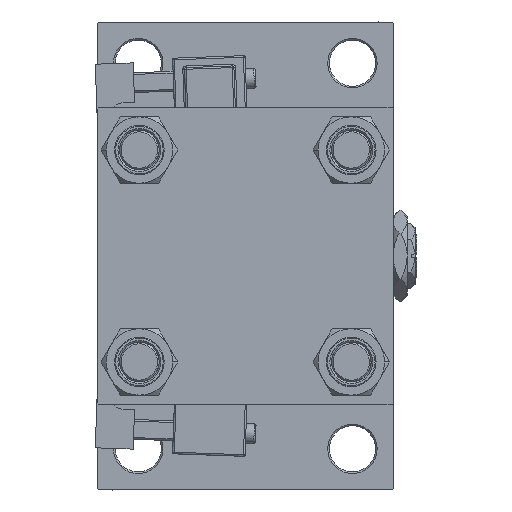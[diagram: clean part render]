
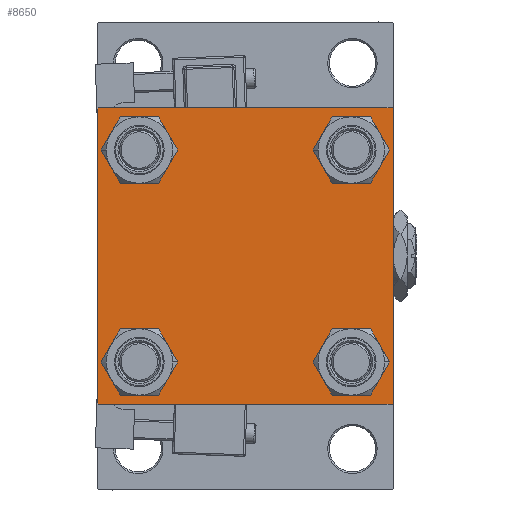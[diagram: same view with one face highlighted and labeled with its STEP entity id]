
A CAD part, left-side view. The second image highlights one B-rep face of the part: STEP entity #8650.
In plain terms, the highlighted planar face has unit normal (-1, 0, 0).
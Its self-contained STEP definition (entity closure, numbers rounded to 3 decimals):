
#400 = CARTESIAN_POINT ( 'NONE',  ( 0., 0., 0. ) ) ;
#645 = FACE_OUTER_BOUND ( 'NONE', #21671, .T. ) ;
#891 = CARTESIAN_POINT ( 'NONE',  ( 0., -44.75, 44.75 ) ) ;
#1114 = DIRECTION ( 'NONE',  ( 1., 0., 0. ) ) ;
#1160 = VERTEX_POINT ( 'NONE', #37157 ) ;
#1532 = EDGE_LOOP ( 'NONE', ( #45975, #5339 ) ) ;
#1551 = CARTESIAN_POINT ( 'NONE',  ( 0., -32.15, -32.15 ) ) ;
#1646 = AXIS2_PLACEMENT_3D ( 'NONE', #6518, #22311, #31065 ) ;
#2172 = ORIENTED_EDGE ( 'NONE', *, *, #30785, .T. ) ;
#2288 = VERTEX_POINT ( 'NONE', #19329 ) ;
#2461 = ORIENTED_EDGE ( 'NONE', *, *, #6056, .T. ) ;
#2619 = AXIS2_PLACEMENT_3D ( 'NONE', #29541, #45321, #14047 ) ;
#3370 = EDGE_CURVE ( 'NONE', #33699, #12921, #45076, .T. ) ;
#4070 = CARTESIAN_POINT ( 'NONE',  ( 0., 44.75, 44.75 ) ) ;
#4453 = ORIENTED_EDGE ( 'NONE', *, *, #12466, .F. ) ;
#4671 = VECTOR ( 'NONE', #17648, 1000. ) ;
#4755 = VERTEX_POINT ( 'NONE', #29768 ) ;
#5040 = LINE ( 'NONE', #48740, #27221 ) ;
#5339 = ORIENTED_EDGE ( 'NONE', *, *, #10193, .T. ) ;
#6056 = EDGE_CURVE ( 'NONE', #39695, #34054, #6596, .T. ) ;
#6518 = CARTESIAN_POINT ( 'NONE',  ( 0., 32.15, 32.15 ) ) ;
#6596 = CIRCLE ( 'NONE', #28835, 6.5 ) ;
#7171 = ORIENTED_EDGE ( 'NONE', *, *, #37274, .T. ) ;
#7500 = CARTESIAN_POINT ( 'NONE',  ( 0., -32.15, 32.15 ) ) ;
#8034 = VECTOR ( 'NONE', #8584, 1000. ) ;
#8276 = DIRECTION ( 'NONE',  ( 1., 0., 0. ) ) ;
#8546 = DIRECTION ( 'NONE',  ( 0., 0., 1. ) ) ;
#8584 = DIRECTION ( 'NONE',  ( 0., 0., -1. ) ) ;
#8650 = ADVANCED_FACE ( 'NONE', ( #43583, #15688, #23685, #8677, #645 ), #23948, .T. ) ;
#8677 = FACE_BOUND ( 'NONE', #1532, .T. ) ;
#9208 = LINE ( 'NONE', #21367, #37782 ) ;
#9240 = ORIENTED_EDGE ( 'NONE', *, *, #40138, .T. ) ;
#9361 = VECTOR ( 'NONE', #29070, 1000. ) ;
#9669 = ORIENTED_EDGE ( 'NONE', *, *, #13472, .T. ) ;
#9960 = AXIS2_PLACEMENT_3D ( 'NONE', #48012, #16738, #39479 ) ;
#10193 = EDGE_CURVE ( 'NONE', #44381, #20040, #19466, .T. ) ;
#10575 = VERTEX_POINT ( 'NONE', #27706 ) ;
#10585 = ORIENTED_EDGE ( 'NONE', *, *, #38113, .F. ) ;
#11637 = CARTESIAN_POINT ( 'NONE',  ( 0., 44.5, 45. ) ) ;
#11665 = CARTESIAN_POINT ( 'NONE',  ( 0., -32.15, 32.15 ) ) ;
#12340 = DIRECTION ( 'NONE',  ( 0., 0.707, -0.707 ) ) ;
#12466 = EDGE_CURVE ( 'NONE', #26511, #44767, #32870, .T. ) ;
#12467 = CARTESIAN_POINT ( 'NONE',  ( 0., 45., 45. ) ) ;
#12921 = VERTEX_POINT ( 'NONE', #35607 ) ;
#13072 = DIRECTION ( 'NONE',  ( 0., 0., -1. ) ) ;
#13472 = EDGE_CURVE ( 'NONE', #10575, #49341, #45171, .T. ) ;
#13564 = ORIENTED_EDGE ( 'NONE', *, *, #48250, .T. ) ;
#13611 = DIRECTION ( 'NONE',  ( 0., -0.707, 0.707 ) ) ;
#13696 = EDGE_CURVE ( 'NONE', #12921, #4755, #9208, .T. ) ;
#14047 = DIRECTION ( 'NONE',  ( 0., 0., 1. ) ) ;
#14328 = EDGE_CURVE ( 'NONE', #16421, #2288, #21007, .T. ) ;
#14684 = CARTESIAN_POINT ( 'NONE',  ( 0., -32.15, -38.65 ) ) ;
#14778 = ORIENTED_EDGE ( 'NONE', *, *, #13696, .T. ) ;
#15281 = DIRECTION ( 'NONE',  ( 0., 0., 1. ) ) ;
#15652 = AXIS2_PLACEMENT_3D ( 'NONE', #7500, #23532, #15281 ) ;
#15688 = FACE_BOUND ( 'NONE', #44701, .T. ) ;
#16421 = VERTEX_POINT ( 'NONE', #32265 ) ;
#16738 = DIRECTION ( 'NONE',  ( 1., 0., 0. ) ) ;
#16750 = LINE ( 'NONE', #4070, #23100 ) ;
#17160 = CARTESIAN_POINT ( 'NONE',  ( 0., 32.15, 32.15 ) ) ;
#17648 = DIRECTION ( 'NONE',  ( 0., -1., 0. ) ) ;
#17889 = CARTESIAN_POINT ( 'NONE',  ( 0., -32.15, -25.65 ) ) ;
#18254 = CARTESIAN_POINT ( 'NONE',  ( 0., 32.15, 38.65 ) ) ;
#19329 = CARTESIAN_POINT ( 'NONE',  ( 0., 45., -44.5 ) ) ;
#19466 = CIRCLE ( 'NONE', #39274, 6.5 ) ;
#20040 = VERTEX_POINT ( 'NONE', #18254 ) ;
#20175 = CARTESIAN_POINT ( 'NONE',  ( 0., 44.75, -44.75 ) ) ;
#20310 = DIRECTION ( 'NONE',  ( 1., 0., 0. ) ) ;
#20835 = AXIS2_PLACEMENT_3D ( 'NONE', #400, #47718, #35070 ) ;
#20969 = DIRECTION ( 'NONE',  ( 1., 0., 0. ) ) ;
#21007 = LINE ( 'NONE', #12467, #8034 ) ;
#21261 = CARTESIAN_POINT ( 'NONE',  ( 0., 44.5, -45. ) ) ;
#21367 = CARTESIAN_POINT ( 'NONE',  ( 0., -44.75, -44.75 ) ) ;
#21671 = EDGE_LOOP ( 'NONE', ( #40295, #2172, #50697, #14778, #10585, #13564, #4453, #31330 ) ) ;
#21714 = EDGE_CURVE ( 'NONE', #49341, #10575, #22263, .T. ) ;
#22263 = CIRCLE ( 'NONE', #15652, 6.5 ) ;
#22311 = DIRECTION ( 'NONE',  ( 1., 0., 0. ) ) ;
#22840 = CARTESIAN_POINT ( 'NONE',  ( 0., -45., 44.5 ) ) ;
#23100 = VECTOR ( 'NONE', #12340, 1000. ) ;
#23532 = DIRECTION ( 'NONE',  ( 1., 0., 0. ) ) ;
#23685 = FACE_BOUND ( 'NONE', #27890, .T. ) ;
#23785 = DIRECTION ( 'NONE',  ( 0., -0.707, -0.707 ) ) ;
#23948 = PLANE ( 'NONE',  #20835 ) ;
#23975 = CARTESIAN_POINT ( 'NONE',  ( 0., -32.15, 25.65 ) ) ;
#24212 = CARTESIAN_POINT ( 'NONE',  ( 0., -44.5, 45. ) ) ;
#24235 = VECTOR ( 'NONE', #23785, 1000. ) ;
#24557 = LINE ( 'NONE', #20175, #24235 ) ;
#24797 = CIRCLE ( 'NONE', #1646, 6.5 ) ;
#25719 = CIRCLE ( 'NONE', #2619, 6.5 ) ;
#25998 = EDGE_CURVE ( 'NONE', #1160, #36872, #25719, .T. ) ;
#26511 = VERTEX_POINT ( 'NONE', #11637 ) ;
#27221 = VECTOR ( 'NONE', #13072, 1000. ) ;
#27706 = CARTESIAN_POINT ( 'NONE',  ( 0., -32.15, 38.65 ) ) ;
#27890 = EDGE_LOOP ( 'NONE', ( #9240, #38998 ) ) ;
#28041 = LINE ( 'NONE', #891, #9361 ) ;
#28396 = CARTESIAN_POINT ( 'NONE',  ( 0., 32.15, 25.65 ) ) ;
#28539 = DIRECTION ( 'NONE',  ( 0., -1., 0. ) ) ;
#28835 = AXIS2_PLACEMENT_3D ( 'NONE', #1551, #20969, #8546 ) ;
#29041 = DIRECTION ( 'NONE',  ( 0., 0., 1. ) ) ;
#29070 = DIRECTION ( 'NONE',  ( 0., 0.707, 0.707 ) ) ;
#29541 = CARTESIAN_POINT ( 'NONE',  ( 0., 32.15, -32.15 ) ) ;
#29768 = CARTESIAN_POINT ( 'NONE',  ( 0., -45., -44.5 ) ) ;
#29921 = ORIENTED_EDGE ( 'NONE', *, *, #21714, .T. ) ;
#30785 = EDGE_CURVE ( 'NONE', #2288, #33699, #24557, .T. ) ;
#31065 = DIRECTION ( 'NONE',  ( 0., 0., 1. ) ) ;
#31330 = ORIENTED_EDGE ( 'NONE', *, *, #41117, .T. ) ;
#32224 = CIRCLE ( 'NONE', #9960, 6.5 ) ;
#32265 = CARTESIAN_POINT ( 'NONE',  ( 0., 45., 44.5 ) ) ;
#32668 = CARTESIAN_POINT ( 'NONE',  ( 0., 45., -45. ) ) ;
#32694 = DIRECTION ( 'NONE',  ( 0., 0., 1. ) ) ;
#32870 = LINE ( 'NONE', #48653, #4671 ) ;
#33699 = VERTEX_POINT ( 'NONE', #21261 ) ;
#34054 = VERTEX_POINT ( 'NONE', #14684 ) ;
#34846 = VERTEX_POINT ( 'NONE', #22840 ) ;
#35070 = DIRECTION ( 'NONE',  ( 0., 0., 1. ) ) ;
#35238 = AXIS2_PLACEMENT_3D ( 'NONE', #11665, #8276, #39827 ) ;
#35607 = CARTESIAN_POINT ( 'NONE',  ( 0., -44.5, -45. ) ) ;
#36872 = VERTEX_POINT ( 'NONE', #43888 ) ;
#37157 = CARTESIAN_POINT ( 'NONE',  ( 0., 32.15, -38.65 ) ) ;
#37274 = EDGE_CURVE ( 'NONE', #34054, #39695, #40398, .T. ) ;
#37782 = VECTOR ( 'NONE', #13611, 1000. ) ;
#38113 = EDGE_CURVE ( 'NONE', #34846, #4755, #5040, .T. ) ;
#38478 = EDGE_LOOP ( 'NONE', ( #9669, #29921 ) ) ;
#38488 = EDGE_CURVE ( 'NONE', #20040, #44381, #24797, .T. ) ;
#38998 = ORIENTED_EDGE ( 'NONE', *, *, #25998, .T. ) ;
#39274 = AXIS2_PLACEMENT_3D ( 'NONE', #17160, #1114, #29041 ) ;
#39468 = VECTOR ( 'NONE', #28539, 1000. ) ;
#39479 = DIRECTION ( 'NONE',  ( 0., 0., 1. ) ) ;
#39695 = VERTEX_POINT ( 'NONE', #17889 ) ;
#39827 = DIRECTION ( 'NONE',  ( 0., 0., 1. ) ) ;
#39955 = CARTESIAN_POINT ( 'NONE',  ( 0., -32.15, -32.15 ) ) ;
#40138 = EDGE_CURVE ( 'NONE', #36872, #1160, #32224, .T. ) ;
#40295 = ORIENTED_EDGE ( 'NONE', *, *, #14328, .T. ) ;
#40398 = CIRCLE ( 'NONE', #42036, 6.5 ) ;
#41117 = EDGE_CURVE ( 'NONE', #26511, #16421, #16750, .T. ) ;
#42036 = AXIS2_PLACEMENT_3D ( 'NONE', #39955, #20310, #32694 ) ;
#43583 = FACE_BOUND ( 'NONE', #38478, .T. ) ;
#43888 = CARTESIAN_POINT ( 'NONE',  ( 0., 32.15, -25.65 ) ) ;
#44381 = VERTEX_POINT ( 'NONE', #28396 ) ;
#44701 = EDGE_LOOP ( 'NONE', ( #2461, #7171 ) ) ;
#44767 = VERTEX_POINT ( 'NONE', #24212 ) ;
#45076 = LINE ( 'NONE', #32668, #39468 ) ;
#45171 = CIRCLE ( 'NONE', #35238, 6.5 ) ;
#45321 = DIRECTION ( 'NONE',  ( 1., 0., 0. ) ) ;
#45975 = ORIENTED_EDGE ( 'NONE', *, *, #38488, .T. ) ;
#47718 = DIRECTION ( 'NONE',  ( -1., 0., 0. ) ) ;
#48012 = CARTESIAN_POINT ( 'NONE',  ( 0., 32.15, -32.15 ) ) ;
#48250 = EDGE_CURVE ( 'NONE', #34846, #44767, #28041, .T. ) ;
#48653 = CARTESIAN_POINT ( 'NONE',  ( 0., 45., 45. ) ) ;
#48740 = CARTESIAN_POINT ( 'NONE',  ( 0., -45., 45. ) ) ;
#49341 = VERTEX_POINT ( 'NONE', #23975 ) ;
#50697 = ORIENTED_EDGE ( 'NONE', *, *, #3370, .T. ) ;
